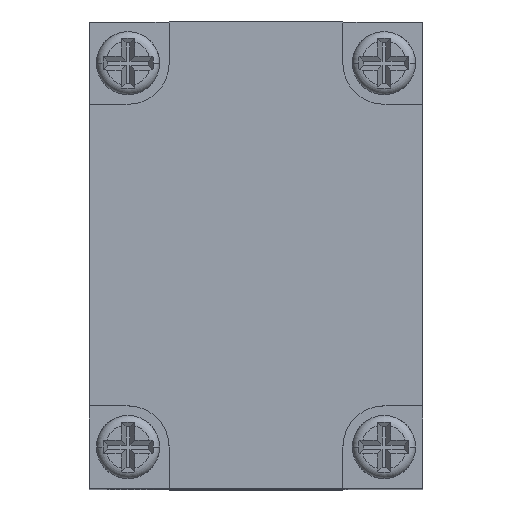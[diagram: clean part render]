
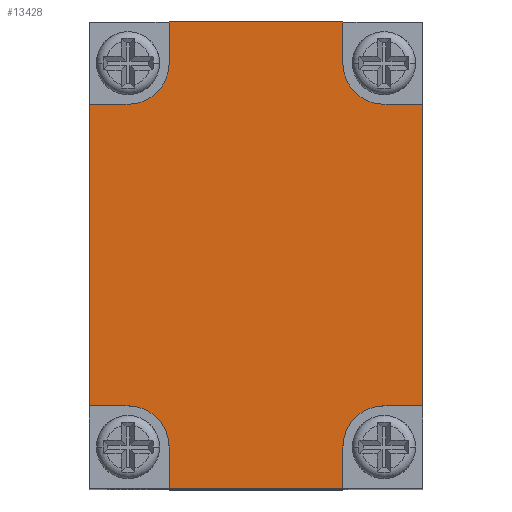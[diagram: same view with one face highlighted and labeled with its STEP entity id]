
A CAD part, top view. The second image highlights one B-rep face of the part: STEP entity #13428.
In plain terms, the highlighted planar face has unit normal (0, 0, 1).
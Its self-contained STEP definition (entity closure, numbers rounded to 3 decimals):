
#45 = VERTEX_POINT ( 'NONE', #4998 ) ;
#50 = VERTEX_POINT ( 'NONE', #5006 ) ;
#51 = VERTEX_POINT ( 'NONE', #5008 ) ;
#52 = VERTEX_POINT ( 'NONE', #5009 ) ;
#99 = VERTEX_POINT ( 'NONE', #5090 ) ;
#144 = VERTEX_POINT ( 'NONE', #5167 ) ;
#147 = VERTEX_POINT ( 'NONE', #5172 ) ;
#171 = VERTEX_POINT ( 'NONE', #5213 ) ;
#175 = VERTEX_POINT ( 'NONE', #5220 ) ;
#176 = VERTEX_POINT ( 'NONE', #5222 ) ;
#179 = VERTEX_POINT ( 'NONE', #5227 ) ;
#180 = VERTEX_POINT ( 'NONE', #5229 ) ;
#181 = VERTEX_POINT ( 'NONE', #5231 ) ;
#183 = VERTEX_POINT ( 'NONE', #5234 ) ;
#185 = VERTEX_POINT ( 'NONE', #5237 ) ;
#186 = VERTEX_POINT ( 'NONE', #5239 ) ;
#1811 = CARTESIAN_POINT ( 'NONE',  ( -9.5, 25.5, 11.5 ) ) ;
#1812 = DIRECTION ( 'NONE',  ( 0., 1., 0. ) ) ;
#1854 = CARTESIAN_POINT ( 'NONE',  ( -14., -21., 11.5 ) ) ;
#1855 = DIRECTION ( 'NONE',  ( 0., 0., 1. ) ) ;
#1856 = DIRECTION ( 'NONE',  ( 1., 0., 0. ) ) ;
#1878 = CARTESIAN_POINT ( 'NONE',  ( 18.25, 25.5, 11.5 ) ) ;
#1879 = DIRECTION ( 'NONE',  ( -1., 0., 0. ) ) ;
#1890 = CARTESIAN_POINT ( 'NONE',  ( 14., -21., 11.5 ) ) ;
#1891 = DIRECTION ( 'NONE',  ( 0., 0., 1. ) ) ;
#1892 = DIRECTION ( 'NONE',  ( -1., 0., 0. ) ) ;
#1927 = CARTESIAN_POINT ( 'NONE',  ( 14., 21., 11.5 ) ) ;
#1928 = DIRECTION ( 'NONE',  ( 0., 0., 1. ) ) ;
#1929 = DIRECTION ( 'NONE',  ( 1., 0., 0. ) ) ;
#2028 = CARTESIAN_POINT ( 'NONE',  ( 9.5, -25.5, 11.5 ) ) ;
#2029 = DIRECTION ( 'NONE',  ( 0., -1., 0. ) ) ;
#2042 = CARTESIAN_POINT ( 'NONE',  ( 9.5, 25.5, 11.5 ) ) ;
#2043 = DIRECTION ( 'NONE',  ( 0., -1., 0. ) ) ;
#2093 = CARTESIAN_POINT ( 'NONE',  ( -18.25, -16.5, 11.5 ) ) ;
#2094 = DIRECTION ( 'NONE',  ( -1., 0., 0. ) ) ;
#2124 = CARTESIAN_POINT ( 'NONE',  ( 18.25, 16.5, 11.5 ) ) ;
#2125 = DIRECTION ( 'NONE',  ( 1., 0., 0. ) ) ;
#2142 = CARTESIAN_POINT ( 'NONE',  ( 18.25, -25.5, 11.5 ) ) ;
#2143 = DIRECTION ( 'NONE',  ( 0., 1., 0. ) ) ;
#2179 = CARTESIAN_POINT ( 'NONE',  ( -18.25, 16.5, 11.5 ) ) ;
#2180 = DIRECTION ( 'NONE',  ( 1., 0., 0. ) ) ;
#2189 = CARTESIAN_POINT ( 'NONE',  ( 18.25, -25.5, 11.5 ) ) ;
#2190 = DIRECTION ( 'NONE',  ( 1., 0., 0. ) ) ;
#2205 = CARTESIAN_POINT ( 'NONE',  ( -14., 21., 11.5 ) ) ;
#2206 = DIRECTION ( 'NONE',  ( 0., 0., 1. ) ) ;
#2207 = DIRECTION ( 'NONE',  ( -1., 0., 0. ) ) ;
#2226 = CARTESIAN_POINT ( 'NONE',  ( -9.5, -25.5, 11.5 ) ) ;
#2227 = DIRECTION ( 'NONE',  ( 0., 1., 0. ) ) ;
#2923 = EDGE_CURVE ( 'NONE', #45, #185, #14395, .T. ) ;
#4820 = EDGE_LOOP ( 'NONE', ( #5768, #5769, #5770, #5771, #5772, #5773, #5774, #5775, #5776, #5777, #5778, #5779, #5780, #5781, #5782, #5783 ) ) ;
#4998 = CARTESIAN_POINT ( 'NONE',  ( 18.25, -16.5, 11.5 ) ) ;
#5006 = CARTESIAN_POINT ( 'NONE',  ( -9.5, 25.5, 11.5 ) ) ;
#5008 = CARTESIAN_POINT ( 'NONE',  ( 9.5, 25.5, 11.5 ) ) ;
#5009 = CARTESIAN_POINT ( 'NONE',  ( 18.25, 16.5, 11.5 ) ) ;
#5090 = CARTESIAN_POINT ( 'NONE',  ( -14., -16.5, 11.5 ) ) ;
#5167 = CARTESIAN_POINT ( 'NONE',  ( -9.5, 21., 11.5 ) ) ;
#5172 = CARTESIAN_POINT ( 'NONE',  ( -14., 16.5, 11.5 ) ) ;
#5213 = CARTESIAN_POINT ( 'NONE',  ( 9.5, -25.5, 11.5 ) ) ;
#5216 = EDGE_CURVE ( 'NONE', #144, #50, #10800, .T. ) ;
#5220 = CARTESIAN_POINT ( 'NONE',  ( 9.5, -21., 11.5 ) ) ;
#5222 = CARTESIAN_POINT ( 'NONE',  ( -9.5, -21., 11.5 ) ) ;
#5227 = CARTESIAN_POINT ( 'NONE',  ( -9.5, -25.5, 11.5 ) ) ;
#5229 = CARTESIAN_POINT ( 'NONE',  ( 14., 16.5, 11.5 ) ) ;
#5231 = CARTESIAN_POINT ( 'NONE',  ( 9.5, 21., 11.5 ) ) ;
#5234 = CARTESIAN_POINT ( 'NONE',  ( -18.25, 16.5, 11.5 ) ) ;
#5237 = CARTESIAN_POINT ( 'NONE',  ( 14., -16.5, 11.5 ) ) ;
#5239 = CARTESIAN_POINT ( 'NONE',  ( -18.25, -16.5, 11.5 ) ) ;
#5252 = EDGE_CURVE ( 'NONE', #176, #99, #10826, .T. ) ;
#5269 = EDGE_CURVE ( 'NONE', #51, #50, #10829, .T. ) ;
#5278 = EDGE_CURVE ( 'NONE', #185, #175, #10835, .T. ) ;
#5310 = EDGE_CURVE ( 'NONE', #181, #180, #10850, .T. ) ;
#5392 = EDGE_CURVE ( 'NONE', #175, #171, #10888, .T. ) ;
#5402 = EDGE_CURVE ( 'NONE', #51, #181, #10896, .T. ) ;
#5441 = EDGE_CURVE ( 'NONE', #99, #186, #10925, .T. ) ;
#5460 = EDGE_CURVE ( 'NONE', #180, #52, #10935, .T. ) ;
#5474 = EDGE_CURVE ( 'NONE', #45, #52, #10945, .T. ) ;
#5489 = EDGE_CURVE ( 'NONE', #183, #147, #10960, .T. ) ;
#5493 = EDGE_CURVE ( 'NONE', #179, #171, #10965, .T. ) ;
#5499 = EDGE_CURVE ( 'NONE', #147, #144, #10975, .T. ) ;
#5508 = EDGE_CURVE ( 'NONE', #179, #176, #10989, .T. ) ;
#5548 = EDGE_CURVE ( 'NONE', #183, #186, #11039, .T. ) ;
#5768 = ORIENTED_EDGE ( 'NONE', *, *, #5508, .F. ) ;
#5769 = ORIENTED_EDGE ( 'NONE', *, *, #5493, .T. ) ;
#5770 = ORIENTED_EDGE ( 'NONE', *, *, #5392, .F. ) ;
#5771 = ORIENTED_EDGE ( 'NONE', *, *, #5278, .F. ) ;
#5772 = ORIENTED_EDGE ( 'NONE', *, *, #2923, .F. ) ;
#5773 = ORIENTED_EDGE ( 'NONE', *, *, #5474, .T. ) ;
#5774 = ORIENTED_EDGE ( 'NONE', *, *, #5460, .F. ) ;
#5775 = ORIENTED_EDGE ( 'NONE', *, *, #5310, .F. ) ;
#5776 = ORIENTED_EDGE ( 'NONE', *, *, #5402, .F. ) ;
#5777 = ORIENTED_EDGE ( 'NONE', *, *, #5269, .T. ) ;
#5778 = ORIENTED_EDGE ( 'NONE', *, *, #5216, .F. ) ;
#5779 = ORIENTED_EDGE ( 'NONE', *, *, #5499, .F. ) ;
#5780 = ORIENTED_EDGE ( 'NONE', *, *, #5489, .F. ) ;
#5781 = ORIENTED_EDGE ( 'NONE', *, *, #5548, .T. ) ;
#5782 = ORIENTED_EDGE ( 'NONE', *, *, #5441, .F. ) ;
#5783 = ORIENTED_EDGE ( 'NONE', *, *, #5252, .F. ) ;
#10325 = CARTESIAN_POINT ( 'NONE',  ( 18.25, -16.5, 11.5 ) ) ;
#10326 = DIRECTION ( 'NONE',  ( -1., 0., 0. ) ) ;
#10800 = LINE ( 'NONE', #1811, #10803 ) ;
#10803 = VECTOR ( 'NONE', #1812, 1000. ) ;
#10826 = CIRCLE ( 'NONE', #12688, 4.5 ) ;
#10829 = LINE ( 'NONE', #1878, #10831 ) ;
#10831 = VECTOR ( 'NONE', #1879, 1000. ) ;
#10835 = CIRCLE ( 'NONE', #12691, 4.5 ) ;
#10850 = CIRCLE ( 'NONE', #12693, 4.5 ) ;
#10888 = LINE ( 'NONE', #2028, #10890 ) ;
#10890 = VECTOR ( 'NONE', #2029, 1000. ) ;
#10896 = LINE ( 'NONE', #2042, #10897 ) ;
#10897 = VECTOR ( 'NONE', #2043, 1000. ) ;
#10925 = LINE ( 'NONE', #2093, #10926 ) ;
#10926 = VECTOR ( 'NONE', #2094, 1000. ) ;
#10935 = LINE ( 'NONE', #2124, #10936 ) ;
#10936 = VECTOR ( 'NONE', #2125, 1000. ) ;
#10945 = LINE ( 'NONE', #2142, #10946 ) ;
#10946 = VECTOR ( 'NONE', #2143, 1000. ) ;
#10960 = LINE ( 'NONE', #2179, #10961 ) ;
#10961 = VECTOR ( 'NONE', #2180, 1000. ) ;
#10965 = LINE ( 'NONE', #2189, #10967 ) ;
#10967 = VECTOR ( 'NONE', #2190, 1000. ) ;
#10975 = CIRCLE ( 'NONE', #12723, 4.5 ) ;
#10989 = LINE ( 'NONE', #2226, #10990 ) ;
#10990 = VECTOR ( 'NONE', #2227, 1000. ) ;
#11039 = LINE ( 'NONE', #11487, #11040 ) ;
#11040 = VECTOR ( 'NONE', #11488, 1000. ) ;
#11487 = CARTESIAN_POINT ( 'NONE',  ( -18.25, -25.5, 11.5 ) ) ;
#11488 = DIRECTION ( 'NONE',  ( 0., -1., 0. ) ) ;
#12688 = AXIS2_PLACEMENT_3D ( 'NONE', #1854, #1855, #1856 ) ;
#12691 = AXIS2_PLACEMENT_3D ( 'NONE', #1890, #1891, #1892 ) ;
#12693 = AXIS2_PLACEMENT_3D ( 'NONE', #1927, #1928, #1929 ) ;
#12723 = AXIS2_PLACEMENT_3D ( 'NONE', #2205, #2206, #2207 ) ;
#13067 = AXIS2_PLACEMENT_3D ( 'NONE', #15333, #15334, #15335 ) ;
#13428 = ADVANCED_FACE ( 'NONE', ( #14576 ), #15332, .T. ) ;
#14395 = LINE ( 'NONE', #10325, #14396 ) ;
#14396 = VECTOR ( 'NONE', #10326, 1000. ) ;
#14576 = FACE_OUTER_BOUND ( 'NONE', #4820, .T. ) ;
#15332 = PLANE ( 'NONE',  #13067 ) ;
#15333 = CARTESIAN_POINT ( 'NONE',  ( -18.25, 25.5, 11.5 ) ) ;
#15334 = DIRECTION ( 'NONE',  ( 0., 0., 1. ) ) ;
#15335 = DIRECTION ( 'NONE',  ( 1., 0., 0. ) ) ;
